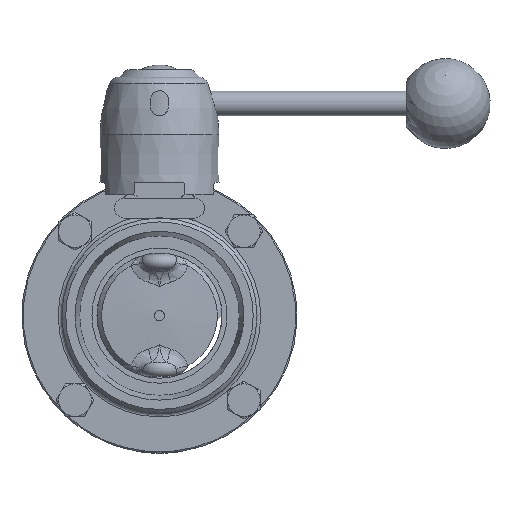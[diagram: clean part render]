
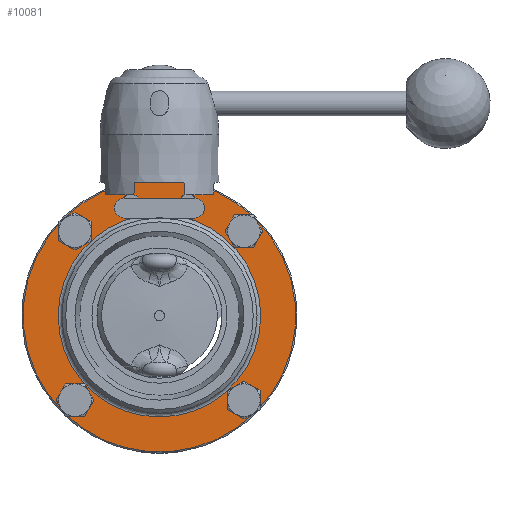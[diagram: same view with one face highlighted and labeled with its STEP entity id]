
A CAD part, left-side view. The second image highlights one B-rep face of the part: STEP entity #10081.
In plain terms, the highlighted planar face has unit normal (-1, 0, 0).
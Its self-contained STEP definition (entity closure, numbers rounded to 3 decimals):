
#946=CARTESIAN_POINT('',(-10.,-40.5,0.0));
#947=VERTEX_POINT('',#946);
#948=CARTESIAN_POINT('',(-10.,0.0,0.0));
#949=DIRECTION('',(-1.0,0.0,0.0));
#950=DIRECTION('',(0.0,-1.0,0.0));
#951=AXIS2_PLACEMENT_3D('',#948,#949,#950);
#952=CIRCLE('',#951,40.5);
#953=EDGE_CURVE('',#947,#947,#952,.T.);
#5842=CARTESIAN_POINT('',(-10.,-28.064,33.764));
#5843=VERTEX_POINT('',#5842);
#5844=CARTESIAN_POINT('',(-10.,-33.764,33.764));
#5845=DIRECTION('',(1.0,0.0,0.0));
#5846=DIRECTION('',(0.0,1.0,0.0));
#5847=AXIS2_PLACEMENT_3D('',#5844,#5845,#5846);
#5848=CIRCLE('',#5847,5.7);
#5849=EDGE_CURVE('',#5843,#5843,#5848,.T.);
#6712=CARTESIAN_POINT('',(-10.,33.764,28.064));
#6713=VERTEX_POINT('',#6712);
#6714=CARTESIAN_POINT('',(-10.,33.764,33.764));
#6715=DIRECTION('',(1.0,0.0,0.0));
#6716=DIRECTION('',(0.0,0.0,-1.0));
#6717=AXIS2_PLACEMENT_3D('',#6714,#6715,#6716);
#6718=CIRCLE('',#6717,5.7);
#6719=EDGE_CURVE('',#6713,#6713,#6718,.T.);
#7582=CARTESIAN_POINT('',(-10.,28.064,-33.764));
#7583=VERTEX_POINT('',#7582);
#7584=CARTESIAN_POINT('',(-10.,33.764,-33.764));
#7585=DIRECTION('',(1.0,0.0,0.0));
#7586=DIRECTION('',(0.0,-1.0,0.0));
#7587=AXIS2_PLACEMENT_3D('',#7584,#7585,#7586);
#7588=CIRCLE('',#7587,5.7);
#7589=EDGE_CURVE('',#7583,#7583,#7588,.T.);
#8452=CARTESIAN_POINT('',(-10.,-33.764,-28.064));
#8453=VERTEX_POINT('',#8452);
#8454=CARTESIAN_POINT('',(-10.,-33.764,-33.764));
#8455=DIRECTION('',(1.0,0.0,0.0));
#8456=DIRECTION('',(0.0,0.0,1.0));
#8457=AXIS2_PLACEMENT_3D('',#8454,#8455,#8456);
#8458=CIRCLE('',#8457,5.7);
#8459=EDGE_CURVE('',#8453,#8453,#8458,.T.);
#9841=CARTESIAN_POINT('',(-10.,-11.5,41.4));
#9842=VERTEX_POINT('',#9841);
#9843=CARTESIAN_POINT('',(-10.0,-11.5,45.0));
#9844=DIRECTION('',(1.0,0.0,0.0));
#9845=DIRECTION('',(0.0,0.0,-1.0));
#9846=AXIS2_PLACEMENT_3D('',#9843,#9844,#9845);
#9847=CIRCLE('',#9846,3.6);
#9848=EDGE_CURVE('',#9842,#9842,#9847,.T.);
#9862=CARTESIAN_POINT('',(-10.,11.5,41.4));
#9863=VERTEX_POINT('',#9862);
#9864=CARTESIAN_POINT('',(-10.0,11.5,45.0));
#9865=DIRECTION('',(1.0,0.0,0.0));
#9866=DIRECTION('',(0.0,0.0,-1.0));
#9867=AXIS2_PLACEMENT_3D('',#9864,#9865,#9866);
#9868=CIRCLE('',#9867,3.6);
#9869=EDGE_CURVE('',#9863,#9863,#9868,.T.);
#9912=CARTESIAN_POINT('',(-10.,-13.737,52.74));
#9913=VERTEX_POINT('',#9912);
#9936=CARTESIAN_POINT('',(-10.,13.737,52.74));
#9937=VERTEX_POINT('',#9936);
#9938=CARTESIAN_POINT('',(-10.,0.0,0.0));
#9939=DIRECTION('',(-1.0,0.0,0.0));
#9940=DIRECTION('',(0.0,-1.0,0.0));
#9941=AXIS2_PLACEMENT_3D('',#9938,#9939,#9940);
#9942=CIRCLE('',#9941,54.5);
#9943=EDGE_CURVE('',#9937,#9913,#9942,.T.);
#9984=CARTESIAN_POINT('',(-10.,-12.426,53.065));
#9985=VERTEX_POINT('',#9984);
#10004=CARTESIAN_POINT('',(-10.,12.426,53.065));
#10005=VERTEX_POINT('',#10004);
#10013=CARTESIAN_POINT('',(-10.,0.0,0.0));
#10014=DIRECTION('',(-1.0,0.0,0.0));
#10015=DIRECTION('',(0.0,-1.0,0.0));
#10016=AXIS2_PLACEMENT_3D('',#10013,#10014,#10015);
#10017=CIRCLE('',#10016,54.5);
#10018=EDGE_CURVE('',#9985,#10005,#10017,.T.);
#10023=CARTESIAN_POINT('',(-10.,-47.5,0.0));
#10024=DIRECTION('',(-1.0,0.0,0.0));
#10025=DIRECTION('',(0.0,0.0,-1.0));
#10026=AXIS2_PLACEMENT_3D('',#10023,#10024,#10025);
#10027=PLANE('',#10026);
#10028=CARTESIAN_POINT('',(-10.,-12.426,52.74));
#10029=VERTEX_POINT('',#10028);
#10030=CARTESIAN_POINT('',(-10.,-13.737,52.74));
#10031=DIRECTION('',(0.0,1.0,0.0));
#10032=VECTOR('',#10031,1.311);
#10033=LINE('',#10030,#10032);
#10034=EDGE_CURVE('',#9913,#10029,#10033,.T.);
#10035=ORIENTED_EDGE('',*,*,#10034,.T.);
#10036=CARTESIAN_POINT('',(-10.,-12.426,52.74));
#10037=DIRECTION('',(0.0,0.0,1.0));
#10038=VECTOR('',#10037,0.324);
#10039=LINE('',#10036,#10038);
#10040=EDGE_CURVE('',#10029,#9985,#10039,.T.);
#10041=ORIENTED_EDGE('',*,*,#10040,.T.);
#10042=ORIENTED_EDGE('',*,*,#10018,.T.);
#10043=CARTESIAN_POINT('',(-10.,12.426,52.74));
#10044=VERTEX_POINT('',#10043);
#10045=CARTESIAN_POINT('',(-10.,12.426,53.065));
#10046=DIRECTION('',(0.0,0.0,-1.0));
#10047=VECTOR('',#10046,0.324);
#10048=LINE('',#10045,#10047);
#10049=EDGE_CURVE('',#10005,#10044,#10048,.T.);
#10050=ORIENTED_EDGE('',*,*,#10049,.T.);
#10051=CARTESIAN_POINT('',(-10.,12.426,52.74));
#10052=DIRECTION('',(0.0,1.0,0.0));
#10053=VECTOR('',#10052,1.311);
#10054=LINE('',#10051,#10053);
#10055=EDGE_CURVE('',#10044,#9937,#10054,.T.);
#10056=ORIENTED_EDGE('',*,*,#10055,.T.);
#10057=ORIENTED_EDGE('',*,*,#9943,.T.);
#10058=EDGE_LOOP('',(#10035,#10041,#10042,#10050,#10056,#10057));
#10059=FACE_OUTER_BOUND('',#10058,.T.);
#10060=ORIENTED_EDGE('',*,*,#953,.F.);
#10061=EDGE_LOOP('',(#10060));
#10062=FACE_BOUND('',#10061,.T.);
#10063=ORIENTED_EDGE('',*,*,#9848,.T.);
#10064=EDGE_LOOP('',(#10063));
#10065=FACE_BOUND('',#10064,.T.);
#10066=ORIENTED_EDGE('',*,*,#9869,.T.);
#10067=EDGE_LOOP('',(#10066));
#10068=FACE_BOUND('',#10067,.T.);
#10069=ORIENTED_EDGE('',*,*,#5849,.T.);
#10070=EDGE_LOOP('',(#10069));
#10071=FACE_BOUND('',#10070,.T.);
#10072=ORIENTED_EDGE('',*,*,#6719,.T.);
#10073=EDGE_LOOP('',(#10072));
#10074=FACE_BOUND('',#10073,.T.);
#10075=ORIENTED_EDGE('',*,*,#7589,.T.);
#10076=EDGE_LOOP('',(#10075));
#10077=FACE_BOUND('',#10076,.T.);
#10078=ORIENTED_EDGE('',*,*,#8459,.T.);
#10079=EDGE_LOOP('',(#10078));
#10080=FACE_BOUND('',#10079,.T.);
#10081=ADVANCED_FACE('',(#10059,#10062,#10065,#10068,#10071,#10074,#10077,#10080),#10027,.T.);
